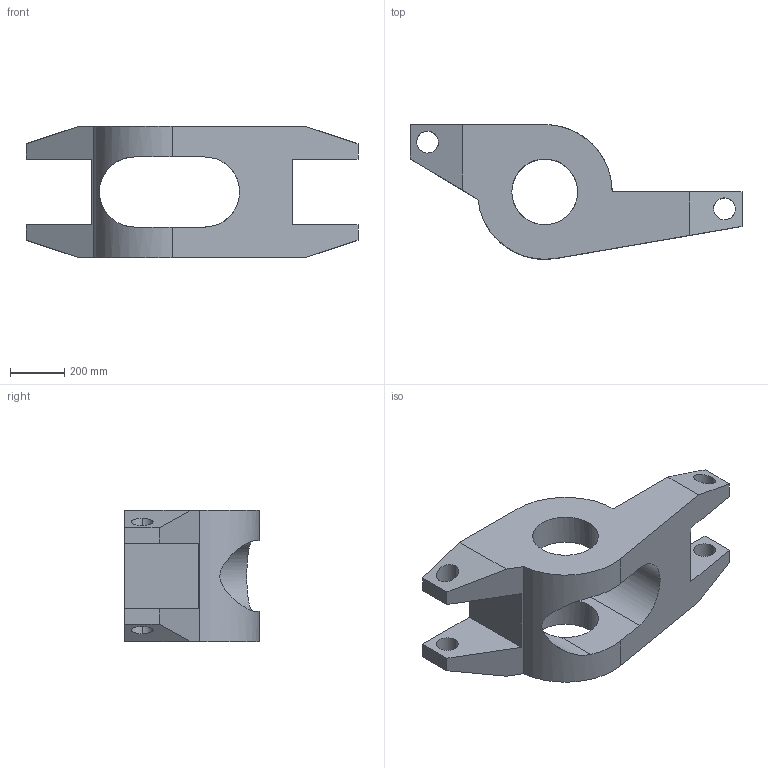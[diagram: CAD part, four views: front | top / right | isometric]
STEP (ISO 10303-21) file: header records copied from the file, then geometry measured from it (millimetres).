
FILE_DESCRIPTION((''),'2;1');
FILE_NAME('ROCKER_ARM','2026-01-05T14:44:23',('H576696'),('Honeywell International Inc.'),'CREO PARAMETRIC BY PTC INC, 2023134','CREO PARAMETRIC BY PTC INC, 2023134','');
FILE_SCHEMA(('AUTOMOTIVE_DESIGN { 1 0 10303 214 1 1 1 1 }'));
Length unit declared in the file: inch
Products named in the file (1): ROCKER_ARM
Bounding box: 1221.99 x 496.06 x 482.6 mm (x, y, z)
Volume: 79179091.3 mm3; surface area: 2298191.2 mm2
Topology: 1 solids, 1 shells, 39 faces, 123 edges, 82 vertices
Faces by surface type: plane 22, cylinder 17
Entity records: 1686 total; most frequent: CARTESIAN_POINT 409, ORIENTED_EDGE 246, DIRECTION 213, EDGE_CURVE 123, COLOUR_RGB 106, VERTEX_POINT 82, VECTOR 81, LINE 81
